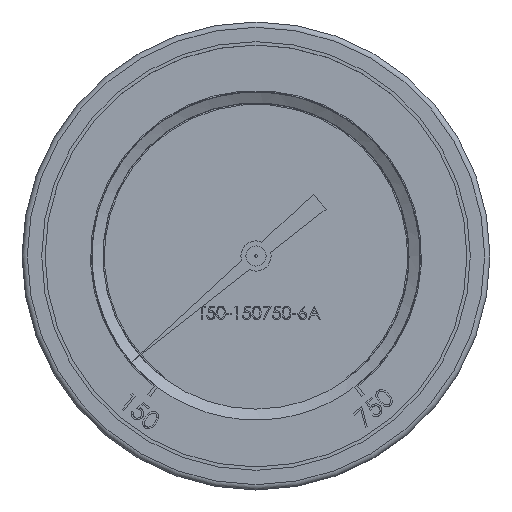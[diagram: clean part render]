
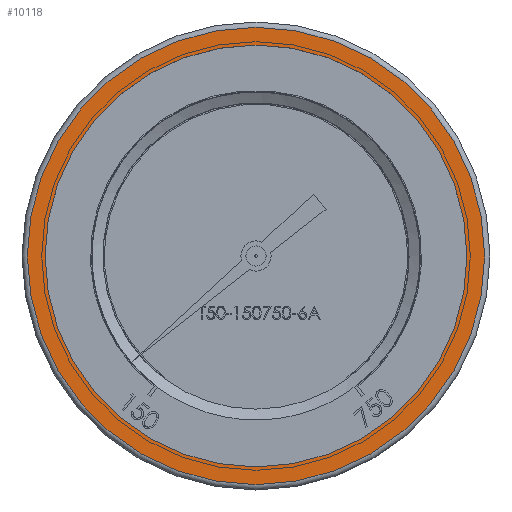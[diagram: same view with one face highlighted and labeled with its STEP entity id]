
A CAD part, top view. The second image highlights one B-rep face of the part: STEP entity #10118.
In plain terms, the highlighted planar face has unit normal (0, 0, 1).
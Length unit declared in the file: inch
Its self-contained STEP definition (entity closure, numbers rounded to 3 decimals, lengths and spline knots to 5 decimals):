
#1684 = AXIS2_PLACEMENT_3D ( 'NONE', #9920, #24680, #13292 ) ;
#3075 = VERTEX_POINT ( 'NONE', #22711 ) ;
#3243 = CARTESIAN_POINT ( 'NONE',  ( 0., 0., 0. ) ) ;
#7444 = PLANE ( 'NONE',  #1684 ) ;
#7534 = DIRECTION ( 'NONE',  ( -1., 0., 0. ) ) ;
#7617 = EDGE_CURVE ( 'NONE', #3075, #3075, #8790, .T. ) ;
#7749 = CARTESIAN_POINT ( 'NONE',  ( -2.58, 0., 0. ) ) ;
#7871 = VERTEX_POINT ( 'NONE', #7749 ) ;
#8371 = CIRCLE ( 'NONE', #23878, 2.58 ) ;
#8790 = CIRCLE ( 'NONE', #11206, 2.38 ) ;
#9920 = CARTESIAN_POINT ( 'NONE',  ( 0., 0., 0. ) ) ;
#10118 = ADVANCED_FACE ( 'NONE', ( #15089, #11109 ), #7444, .F. ) ;
#11083 = DIRECTION ( 'NONE',  ( 0., 0., 1. ) ) ;
#11109 = FACE_BOUND ( 'NONE', #14432, .T. ) ;
#11206 = AXIS2_PLACEMENT_3D ( 'NONE', #12197, #16040, #17934 ) ;
#12197 = CARTESIAN_POINT ( 'NONE',  ( 0., 0., 0. ) ) ;
#13292 = DIRECTION ( 'NONE',  ( -1., 0., 0. ) ) ;
#14432 = EDGE_LOOP ( 'NONE', ( #20445 ) ) ;
#15089 = FACE_OUTER_BOUND ( 'NONE', #24968, .T. ) ;
#16040 = DIRECTION ( 'NONE',  ( 0., 0., 1. ) ) ;
#17934 = DIRECTION ( 'NONE',  ( -1., 0., 0. ) ) ;
#20445 = ORIENTED_EDGE ( 'NONE', *, *, #7617, .F. ) ;
#20547 = ORIENTED_EDGE ( 'NONE', *, *, #23199, .T. ) ;
#22711 = CARTESIAN_POINT ( 'NONE',  ( -2.38, 0., 0. ) ) ;
#23199 = EDGE_CURVE ( 'NONE', #7871, #7871, #8371, .T. ) ;
#23878 = AXIS2_PLACEMENT_3D ( 'NONE', #3243, #11083, #7534 ) ;
#24680 = DIRECTION ( 'NONE',  ( 0., 0., -1. ) ) ;
#24968 = EDGE_LOOP ( 'NONE', ( #20547 ) ) ;
